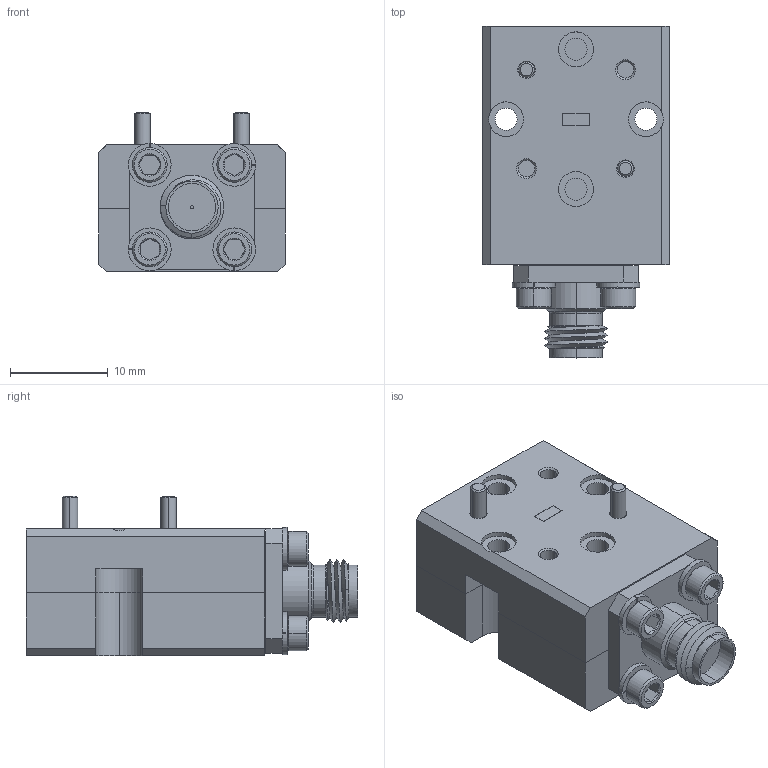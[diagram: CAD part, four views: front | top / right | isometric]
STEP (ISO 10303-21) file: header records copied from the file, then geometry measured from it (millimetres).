
FILE_DESCRIPTION (( 'STEP AP203' ), '1' );
FILE_NAME ('SFP-103KF-S2.STEP', '2018-08-21T23:57:40', ( '' ), ( '' ), 'SwSTEP 2.0', 'SolidWorks 2016', '' );
FILE_SCHEMA (( 'CONFIG_CONTROL_DESIGN' ));
Length unit declared in the file: inch
Products named in the file (1): SFP-103KF-S2
Bounding box: 19.05 x 33.91 x 16.34 mm (x, y, z)
Surface area: 3399.2 mm2 (no closed solid volume)
Topology: 0 solids, 18 shells, 316 faces, 744 edges, 458 vertices
Faces by surface type: plane 137, cone 109, cylinder 66, torus 2, bspline 2
Entity records: 10191 total; most frequent: CARTESIAN_POINT 2927, DIRECTION 1557, ORIENTED_EDGE 1363, EDGE_CURVE 744, AXIS2_PLACEMENT_3D 592, VERTEX_POINT 458, VECTOR 373, LINE 373
